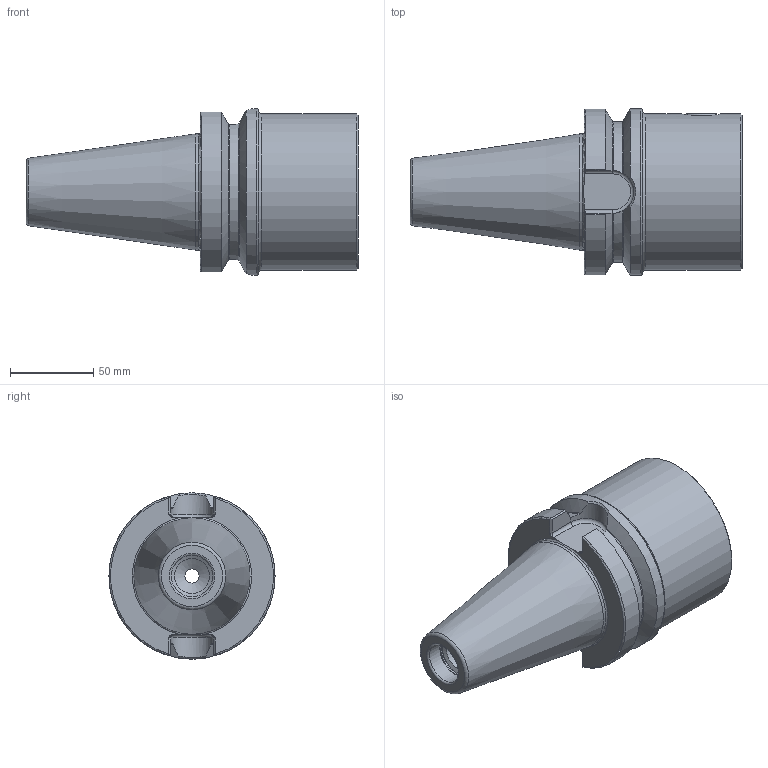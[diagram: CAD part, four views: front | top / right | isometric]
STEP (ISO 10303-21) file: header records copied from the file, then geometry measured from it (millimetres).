
FILE_DESCRIPTION (( 'STEP AP214' ), '1' );
FILE_NAME ('BT5.MB9.K01.098.STEP', '2020-07-01T08:21:02', ( '' ), ( '' ), 'SwSTEP 2.0', 'SolidWorks 2017', '' );
FILE_SCHEMA (( 'AUTOMOTIVE_DESIGN' ));
Length unit declared in the file: millimetre
Products named in the file (3): BT5-MB9.K01.098_C; BT5.MB9.K01.098; MB9-ER1.001.032_A
Assembly tree (2 placements, depth 2):
  BT5.MB9.K01.098
    BT5-MB9.K01.098_C
    MB9-ER1.001.032_A
Bounding box: 199.8 x 100 x 100 mm (x, y, z)
Volume: 771786.4 mm3; surface area: 79659.4 mm2
Topology: 2 solids, 2 shells, 114 faces, 291 edges, 181 vertices
Faces by surface type: plane 42, cylinder 34, cone 19, torus 17, bspline 2
Full cylindrical faces by diameter (mm): 8.5 x1, 10 x1, 18.5 x1, 20 x1, 21 x1, 25 x1, 25.45 x1, 50 x1, 50.6 x1, 69.85 x1, 94 x1, 100 x1
Entity records: 3879 total; most frequent: CARTESIAN_POINT 1285, DIRECTION 502, ORIENTED_EDGE 482, EDGE_CURVE 241, AXIS2_PLACEMENT_3D 210, VERTEX_POINT 169, EDGE_LOOP 156, FACE_OUTER_BOUND 135
